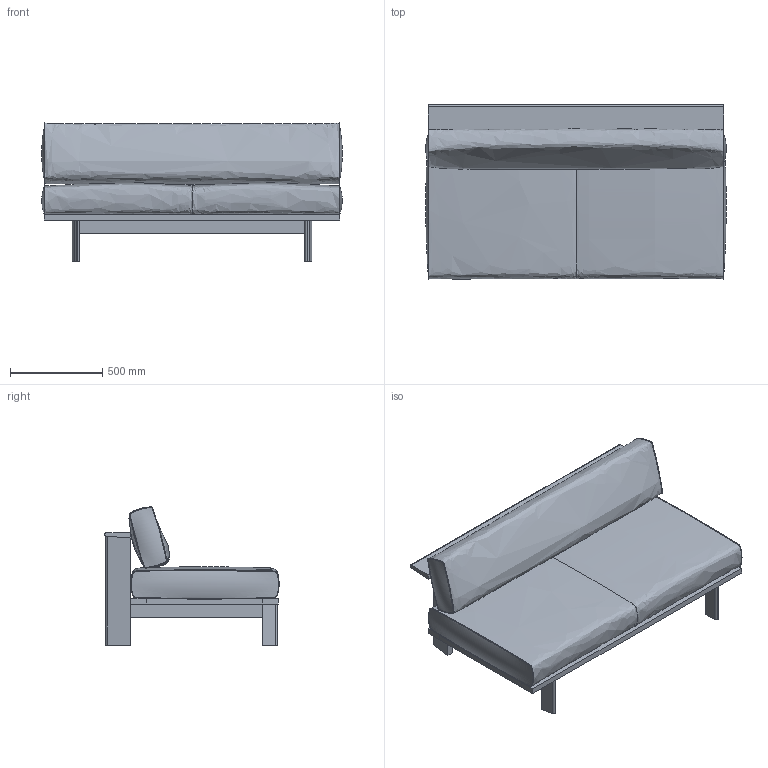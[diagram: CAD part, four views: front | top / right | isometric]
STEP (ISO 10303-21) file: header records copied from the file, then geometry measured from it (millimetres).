
FILE_DESCRIPTION(/* description */ (''),/* implementation_level */ '2;1');
FILE_NAME(/* name */ 'Rail_CB-492_3D',/* time_stamp */ '2023-10-06T12:56:00+02:00',/* author */ (''),/* organization */ (''),/* preprocessor_version */ 'ST-DEVELOPER v16.5',/* originating_system */ 'Rhino 7.31',/* authorisation */ '');
FILE_SCHEMA (('AUTOMOTIVE_DESIGN'));
Length unit declared in the file: centimetre
Products named in the file (2): Document; Rail_CB-492
Assembly tree (1 placements, depth 2):
  Document
    Rail_CB-492
Bounding box: 1627.57 x 943.85 x 748.89 mm (x, y, z)
Volume: 50685488.1 mm3; surface area: 9532076.9 mm2
Topology: 31 solids, 38 shells, 185 faces, 381 edges, 254 vertices
Faces by surface type: plane 160, cylinder 14, bspline 11
Entity records: 41399 total; most frequent: CARTESIAN_POINT 38116, ORIENTED_EDGE 752, EDGE_CURVE 381, B_SPLINE_CURVE_WITH_KNOTS 342, VERTEX_POINT 254, ADVANCED_FACE 185, FACE_OUTER_BOUND 185, EDGE_LOOP 185
